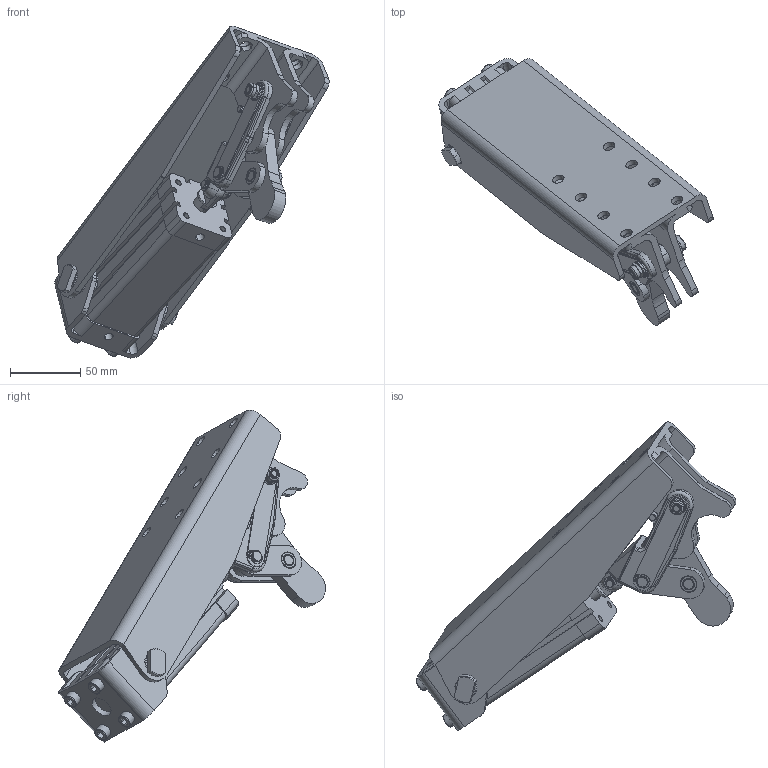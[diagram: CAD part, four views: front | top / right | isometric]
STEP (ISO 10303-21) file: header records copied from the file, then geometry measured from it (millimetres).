
FILE_DESCRIPTION((''),'2;1');
FILE_NAME('763.S-opened.stp','2005-09-28T12:41:55',('CAD'),(''),'Autodesk Inventor 8','Autodesk Inventor 8','');
FILE_SCHEMA(('AUTOMOTIVE_DESIGN { 1 0 10303 214 1 1 1 1 }'));
Length unit declared in the file: millimetre
Products named in the file (1): Part7
Bounding box: 195.87 x 190.52 x 236.99 mm (x, y, z)
Volume: 522010.3 mm3; surface area: 164833.3 mm2
Topology: 1 solids, 22 shells, 2776 faces, 7809 edges, 5061 vertices
Faces by surface type: plane 1618, cylinder 726, bspline 228, cone 174, torus 20, sphere 10
Entity records: 91841 total; most frequent: CARTESIAN_POINT 23570, ORIENTED_EDGE 15570, DIRECTION 13745, EDGE_CURVE 7785, AXIS2_PLACEMENT_3D 5067, VERTEX_POINT 5061, VECTOR 3611, LINE 3611
